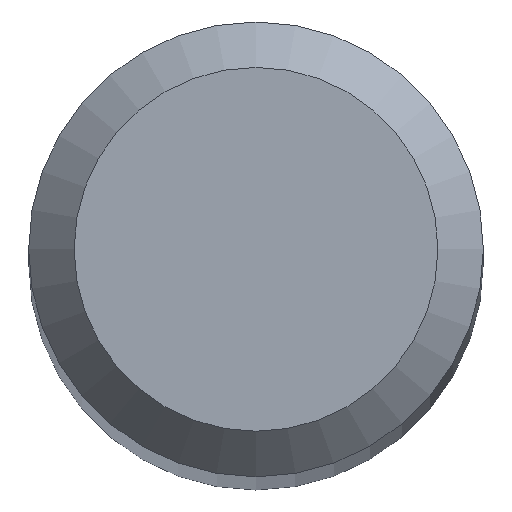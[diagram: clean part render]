
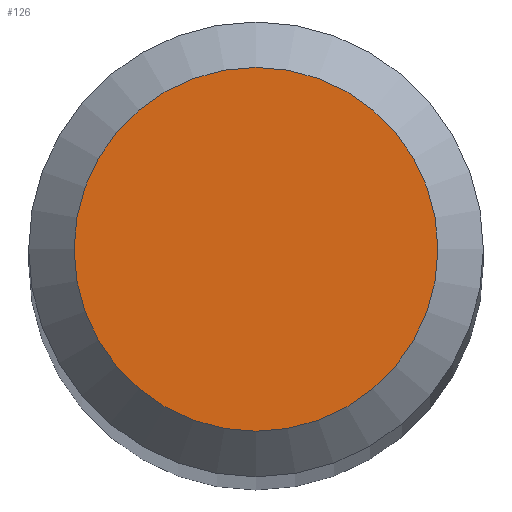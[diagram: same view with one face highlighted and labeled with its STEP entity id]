
A CAD part, top view. The second image highlights one B-rep face of the part: STEP entity #126.
In plain terms, the highlighted planar face has unit normal (0, 0, 1).
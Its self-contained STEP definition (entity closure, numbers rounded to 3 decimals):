
#5 = EDGE_CURVE ( 'NONE', #61, #61, #73, .T. ) ;
#14 = PLANE ( 'NONE',  #180 ) ;
#30 = CARTESIAN_POINT ( 'NONE',  ( 0., 0., 60. ) ) ;
#61 = VERTEX_POINT ( 'NONE', #168 ) ;
#73 = CIRCLE ( 'NONE', #106, 1.2 ) ;
#81 = DIRECTION ( 'NONE',  ( 0., 1., 0. ) ) ;
#83 = DIRECTION ( 'NONE',  ( 0., 1., 0. ) ) ;
#97 = DIRECTION ( 'NONE',  ( 0., 0., -1. ) ) ;
#98 = FACE_OUTER_BOUND ( 'NONE', #132, .T. ) ;
#99 = DIRECTION ( 'NONE',  ( 0., 0., -1. ) ) ;
#106 = AXIS2_PLACEMENT_3D ( 'NONE', #214, #99, #83 ) ;
#126 = ADVANCED_FACE ( 'NONE', ( #98 ), #14, .F. ) ;
#132 = EDGE_LOOP ( 'NONE', ( #158 ) ) ;
#158 = ORIENTED_EDGE ( 'NONE', *, *, #5, .F. ) ;
#168 = CARTESIAN_POINT ( 'NONE',  ( 0., 1.2, 60. ) ) ;
#180 = AXIS2_PLACEMENT_3D ( 'NONE', #30, #97, #81 ) ;
#214 = CARTESIAN_POINT ( 'NONE',  ( 0., 0., 60. ) ) ;
